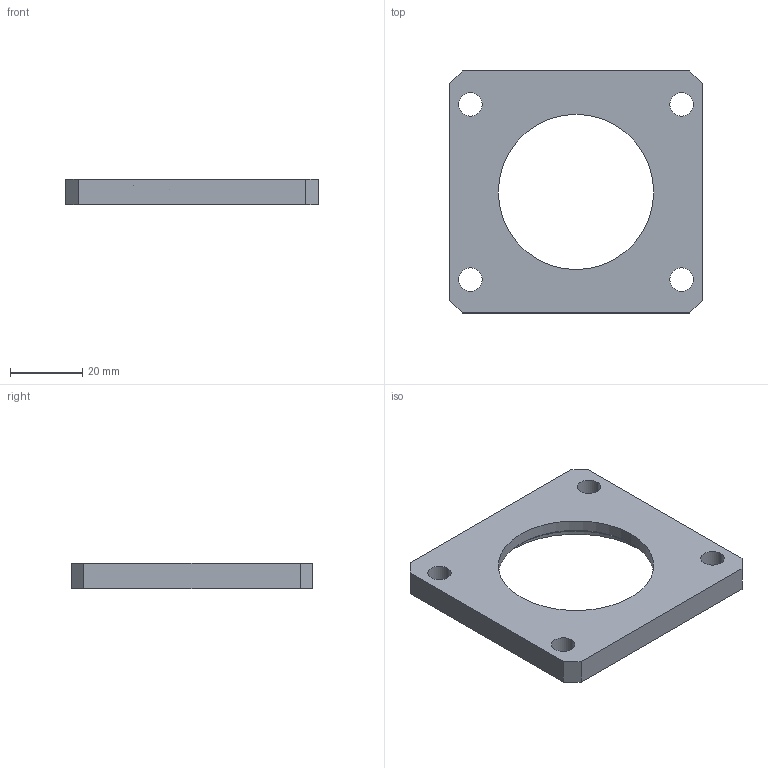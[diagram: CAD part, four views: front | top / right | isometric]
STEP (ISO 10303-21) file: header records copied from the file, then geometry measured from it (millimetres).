
FILE_DESCRIPTION (( 'STEP AP203' ), '1' );
FILE_NAME ('28 - Platine pipe.STEP', '2021-04-15T14:32:19', ( '' ), ( '' ), 'SwSTEP 2.0', 'SolidWorks 2020', '' );
FILE_SCHEMA (( 'CONFIG_CONTROL_DESIGN' ));
Length unit declared in the file: millimetre
Products named in the file (1): 28 - Platine pipe
Bounding box: 70 x 67 x 7 mm (x, y, z)
Volume: 19986.3 mm3; surface area: 9542.6 mm2
Topology: 1 solids, 1 shells, 25 faces, 64 edges, 42 vertices
Faces by surface type: cylinder 12, plane 11, cone 2
Entity records: 865 total; most frequent: DIRECTION 142, CARTESIAN_POINT 132, ORIENTED_EDGE 128, EDGE_CURVE 64, AXIS2_PLACEMENT_3D 52, VERTEX_POINT 42, LINE 38, VECTOR 38
